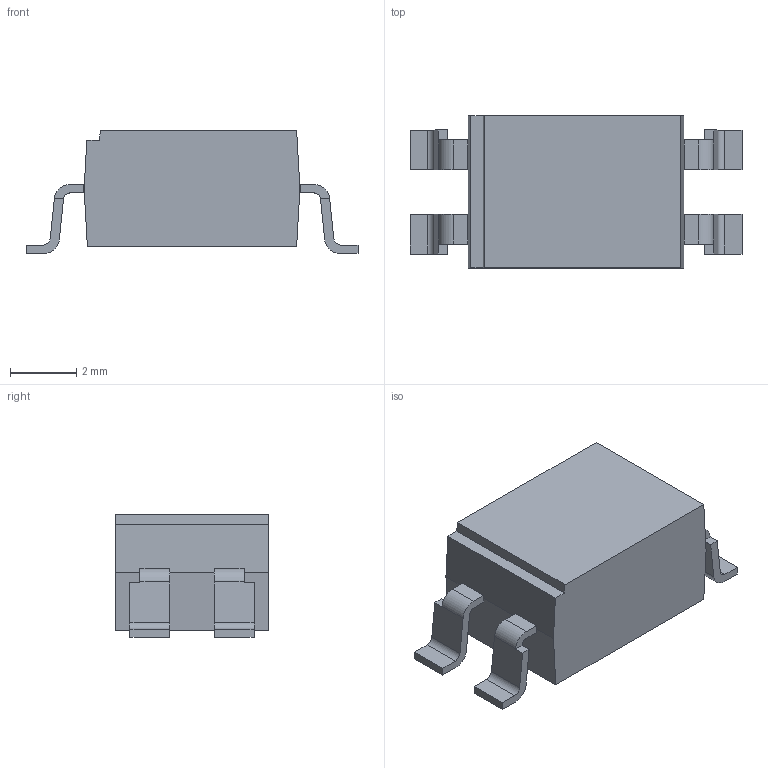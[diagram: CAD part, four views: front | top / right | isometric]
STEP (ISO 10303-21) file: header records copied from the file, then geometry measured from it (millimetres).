
FILE_DESCRIPTION (( 'STEP AP214' ), '1' );
FILE_NAME ('AB814-B.STEP', '2023-04-28T16:04:40', ( '' ), ( '' ), 'SwSTEP 2.0', 'SolidWorks 2014', '' );
FILE_SCHEMA (( 'AUTOMOTIVE_DESIGN' ));
Length unit declared in the file: millimetre
Products named in the file (1): AB814-B
Bounding box: 10 x 4.58 x 3.7 mm (x, y, z)
Volume: 105.9 mm3; surface area: 171.7 mm2
Topology: 5 solids, 5 shells, 74 faces, 192 edges, 128 vertices
Faces by surface type: plane 58, cylinder 16
Entity records: 2322 total; most frequent: CARTESIAN_POINT 395, ORIENTED_EDGE 384, DIRECTION 378, EDGE_CURVE 192, VECTOR 156, LINE 156, VERTEX_POINT 128, AXIS2_PLACEMENT_3D 111
